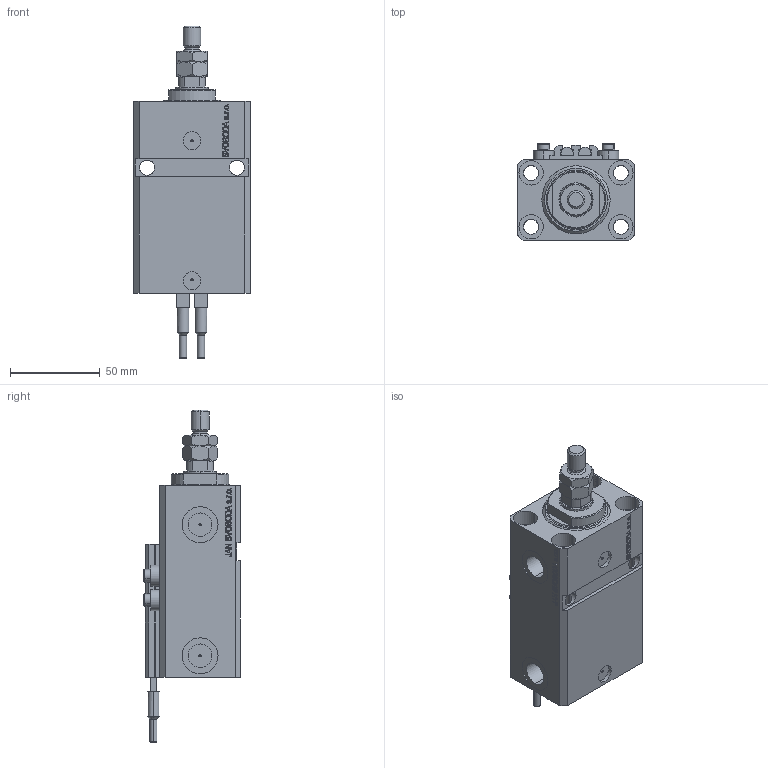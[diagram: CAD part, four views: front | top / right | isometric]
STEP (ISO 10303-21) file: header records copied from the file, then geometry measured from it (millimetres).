
FILE_DESCRIPTION (( 'STEP AP203' ), '1' );
FILE_NAME ('13b0.STEP', '2022-04-09T13:41:41', ( '' ), ( '' ), 'SwSTEP 2.0', 'SolidWorks 2019', '' );
FILE_SCHEMA (( 'CONFIG_CONTROL_DESIGN' ));
Length unit declared in the file: millimetre
Products named in the file (7): 13b0; V250CE_E_Body 1f93522066034b0fde6ad05579ba8596; V250CE_VC_E 1f93522066034b0fde6ad05579ba8596; SWITCH_V250CE 1f93522066034b0fde6ad05579ba8596; ALLEN BOLT V250CE 1f93522066034b0fde6ad05579ba8596; V250CE_C_VCP 1f93522066034b0fde6ad05579ba8596; MTA 1f93522066034b0fde6ad05579ba8596
Assembly tree (10 placements, depth 2):
  13b0
    V250CE_E_Body 1f93522066034b0fde6ad05579ba8596
    ALLEN BOLT V250CE 1f93522066034b0fde6ad05579ba8596  x4
    V250CE_C_VCP 1f93522066034b0fde6ad05579ba8596
    V250CE_VC_E 1f93522066034b0fde6ad05579ba8596
    MTA 1f93522066034b0fde6ad05579ba8596
    SWITCH_V250CE 1f93522066034b0fde6ad05579ba8596  x2
Bounding box: 65 x 54 x 184.9 mm (x, y, z)
Volume: 281310.2 mm3; surface area: 83560.3 mm2
Topology: 11 solids, 11 shells, 1184 faces, 2919 edges, 1874 vertices
Faces by surface type: plane 562, bspline 360, cylinder 154, cone 88, torus 20
Entity records: 50095 total; most frequent: CARTESIAN_POINT 25786, ORIENTED_EDGE 5420, DIRECTION 3656, EDGE_CURVE 2710, VERTEX_POINT 1760, VECTOR 1584, LINE 1584, EDGE_LOOP 1224
